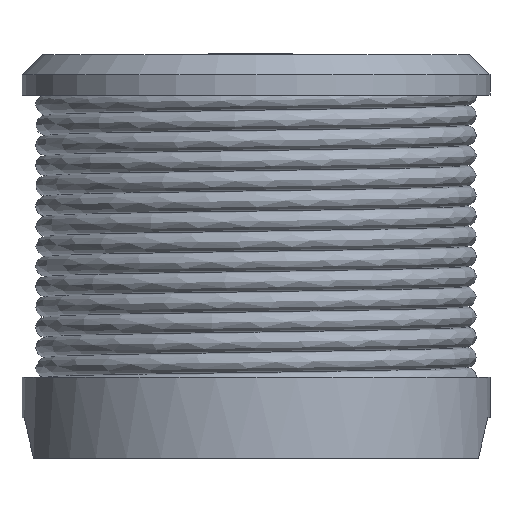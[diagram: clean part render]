
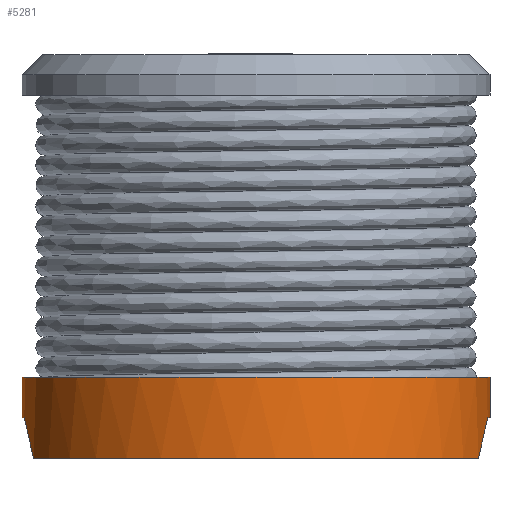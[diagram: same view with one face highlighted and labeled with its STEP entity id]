
A CAD part, front view. The second image highlights one B-rep face of the part: STEP entity #5281.
In plain terms, the highlighted cylindrical face has radius 2.9 mm (diameter 5.8 mm), a full revolution.
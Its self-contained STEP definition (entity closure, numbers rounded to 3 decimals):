
#5281=ADVANCED_FACE('',(#16502,#16504),#16506,.T.);
#16502=FACE_OUTER_BOUND('',#16503,.T.);
#16503=EDGE_LOOP('',(#20433));
#16504=FACE_BOUND('',#16505,.T.);
#16505=EDGE_LOOP('',(#20434,#20435,#20436,#20437,#20438,#20439,#20440,#20441,#20442));
#16506=CYLINDRICAL_SURFACE('',#16507,2.9);
#16507=AXIS2_PLACEMENT_3D('',#16508,#16509,#16510);
#16508=CARTESIAN_POINT('',(0.,0.,0.));
#16509=DIRECTION('',(0.,0.,1.));
#16510=DIRECTION('',(1.,0.,0.));
#20433=ORIENTED_EDGE('',*,*,#22151,.F.);
#20434=ORIENTED_EDGE('',*,*,#22152,.T.);
#20435=ORIENTED_EDGE('',*,*,#22153,.T.);
#20436=ORIENTED_EDGE('',*,*,#22154,.T.);
#20437=ORIENTED_EDGE('',*,*,#22155,.T.);
#20438=ORIENTED_EDGE('',*,*,#22156,.T.);
#20439=ORIENTED_EDGE('',*,*,#22157,.T.);
#20440=ORIENTED_EDGE('',*,*,#22158,.T.);
#20441=ORIENTED_EDGE('',*,*,#22159,.T.);
#20442=ORIENTED_EDGE('',*,*,#22160,.T.);
#22151=EDGE_CURVE('',#24985,#24985,#24986,.T.);
#22152=EDGE_CURVE('',#24987,#24988,#24989,.T.);
#22153=EDGE_CURVE('',#24988,#24990,#24991,.T.);
#22154=EDGE_CURVE('',#24990,#24992,#24993,.T.);
#22155=EDGE_CURVE('',#24992,#24994,#24995,.T.);
#22156=EDGE_CURVE('',#24994,#24996,#24997,.T.);
#22157=EDGE_CURVE('',#24996,#24998,#24999,.T.);
#22158=EDGE_CURVE('',#24998,#25000,#25001,.T.);
#22159=EDGE_CURVE('',#25000,#25002,#25003,.T.);
#22160=EDGE_CURVE('',#25002,#24987,#25004,.T.);
#24985=VERTEX_POINT('',#31875);
#24986=CIRCLE('',#31876,2.9);
#24987=VERTEX_POINT('',#31880);
#24988=VERTEX_POINT('',#31881);
#24989=CIRCLE('',#31882,2.9);
#24990=VERTEX_POINT('',#31886);
#24991=(BOUNDED_CURVE()B_SPLINE_CURVE(3,
(#31887,#31888,#31889,#31890),
.UNSPECIFIED.,.F.,.F.)B_SPLINE_CURVE_WITH_KNOTS((4,4),
(0.,1.),
.UNSPECIFIED.)CURVE()GEOMETRIC_REPRESENTATION_ITEM()RATIONAL_B_SPLINE_CURVE((1.,
0.997,0.997,1.))REPRESENTATION_ITEM(''));
#24992=VERTEX_POINT('',#31891);
#24993=CIRCLE('',#31892,2.9);
#24994=VERTEX_POINT('',#31896);
#24995=(BOUNDED_CURVE()B_SPLINE_CURVE(3,
(#31897,#31898,#31899,#31900),
.UNSPECIFIED.,.F.,.F.)B_SPLINE_CURVE_WITH_KNOTS((4,4),
(0.,1.),
.UNSPECIFIED.)CURVE()GEOMETRIC_REPRESENTATION_ITEM()RATIONAL_B_SPLINE_CURVE((1.,
0.997,0.997,1.))REPRESENTATION_ITEM(''));
#24996=VERTEX_POINT('',#31901);
#24997=CIRCLE('',#31902,2.9);
#24998=VERTEX_POINT('',#31906);
#24999=(BOUNDED_CURVE()B_SPLINE_CURVE(3,
(#31907,#31908,#31909,#31910),
.UNSPECIFIED.,.F.,.F.)B_SPLINE_CURVE_WITH_KNOTS((4,4),
(0.,1.),
.UNSPECIFIED.)CURVE()GEOMETRIC_REPRESENTATION_ITEM()RATIONAL_B_SPLINE_CURVE((1.,
0.997,0.997,1.))REPRESENTATION_ITEM(''));
#25000=VERTEX_POINT('',#31911);
#25001=CIRCLE('',#31912,2.9);
#25002=VERTEX_POINT('',#31916);
#25003=(BOUNDED_CURVE()B_SPLINE_CURVE(3,
(#31917,#31918,#31919,#31920),
.UNSPECIFIED.,.F.,.F.)B_SPLINE_CURVE_WITH_KNOTS((4,4),
(0.,1.),
.UNSPECIFIED.)CURVE()GEOMETRIC_REPRESENTATION_ITEM()RATIONAL_B_SPLINE_CURVE((1.,
0.997,0.997,1.))REPRESENTATION_ITEM(''));
#25004=CIRCLE('',#31921,2.9);
#31875=CARTESIAN_POINT('',(2.9,0.,1.));
#31876=AXIS2_PLACEMENT_3D('',#31877,#31878,#31879);
#31877=CARTESIAN_POINT('',(0.,0.,1.));
#31878=DIRECTION('',(0.,0.,1.));
#31879=DIRECTION('',(1.,0.,0.));
#31880=CARTESIAN_POINT('',(2.9,0.,0.5));
#31881=CARTESIAN_POINT('',(2.872,0.4,0.5));
#31882=AXIS2_PLACEMENT_3D('',#31883,#31884,#31885);
#31883=CARTESIAN_POINT('',(0.,0.,0.5));
#31884=DIRECTION('',(0.,0.,1.));
#31885=DIRECTION('',(1.,0.,0.));
#31886=CARTESIAN_POINT('',(2.757,0.9,0.));
#31887=CARTESIAN_POINT('',(2.872,0.4,0.5));
#31888=CARTESIAN_POINT('',(2.849,0.57,0.33));
#31889=CARTESIAN_POINT('',(2.81,0.737,0.163));
#31890=CARTESIAN_POINT('',(2.757,0.9,0.));
#31891=CARTESIAN_POINT('',(-2.757,0.9,0.));
#31892=AXIS2_PLACEMENT_3D('',#31893,#31894,#31895);
#31893=CARTESIAN_POINT('',(0.,0.,0.));
#31894=DIRECTION('',(0.,0.,1.));
#31895=DIRECTION('',(0.951,0.31,0.));
#31896=CARTESIAN_POINT('',(-2.872,0.4,0.5));
#31897=CARTESIAN_POINT('',(-2.757,0.9,0.));
#31898=CARTESIAN_POINT('',(-2.81,0.737,0.163));
#31899=CARTESIAN_POINT('',(-2.849,0.57,0.33));
#31900=CARTESIAN_POINT('',(-2.872,0.4,0.5));
#31901=CARTESIAN_POINT('',(-2.872,-0.4,0.5));
#31902=AXIS2_PLACEMENT_3D('',#31903,#31904,#31905);
#31903=CARTESIAN_POINT('',(0.,0.,0.5));
#31904=DIRECTION('',(0.,0.,1.));
#31905=DIRECTION('',(-0.99,0.138,0.));
#31906=CARTESIAN_POINT('',(-2.757,-0.9,0.));
#31907=CARTESIAN_POINT('',(-2.872,-0.4,0.5));
#31908=CARTESIAN_POINT('',(-2.849,-0.57,0.33));
#31909=CARTESIAN_POINT('',(-2.81,-0.737,0.163));
#31910=CARTESIAN_POINT('',(-2.757,-0.9,0.));
#31911=CARTESIAN_POINT('',(2.757,-0.9,0.));
#31912=AXIS2_PLACEMENT_3D('',#31913,#31914,#31915);
#31913=CARTESIAN_POINT('',(0.,0.,0.));
#31914=DIRECTION('',(0.,0.,1.));
#31915=DIRECTION('',(-0.951,-0.31,0.));
#31916=CARTESIAN_POINT('',(2.872,-0.4,0.5));
#31917=CARTESIAN_POINT('',(2.757,-0.9,0.));
#31918=CARTESIAN_POINT('',(2.81,-0.737,0.163));
#31919=CARTESIAN_POINT('',(2.849,-0.57,0.33));
#31920=CARTESIAN_POINT('',(2.872,-0.4,0.5));
#31921=AXIS2_PLACEMENT_3D('',#31922,#31923,#31924);
#31922=CARTESIAN_POINT('',(0.,0.,0.5));
#31923=DIRECTION('',(0.,0.,1.));
#31924=DIRECTION('',(0.99,-0.138,0.));
